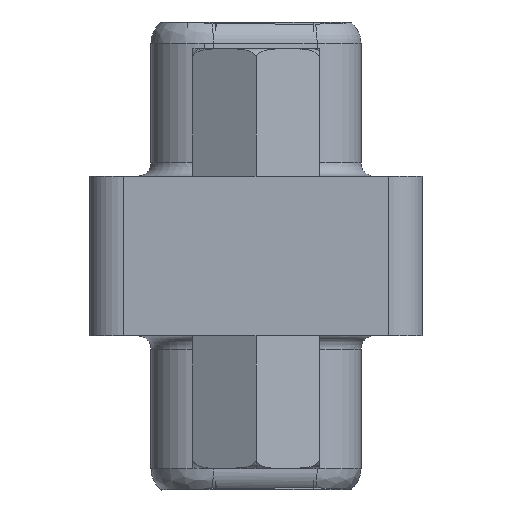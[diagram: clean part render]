
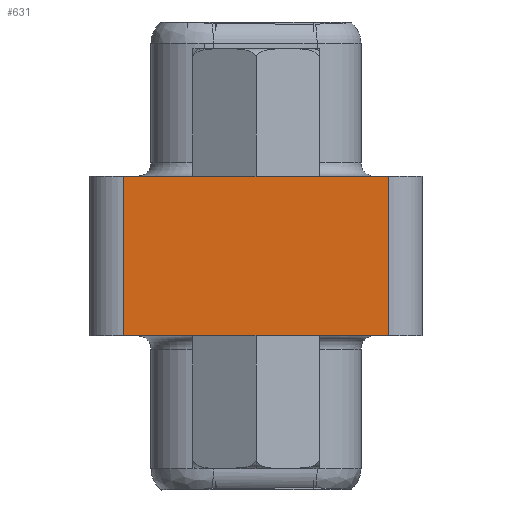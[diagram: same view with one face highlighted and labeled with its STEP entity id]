
A CAD part, left-side view. The second image highlights one B-rep face of the part: STEP entity #631.
In plain terms, the highlighted planar face has unit normal (-1, 0, 0).
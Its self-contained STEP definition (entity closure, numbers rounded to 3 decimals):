
#611=AXIS2_PLACEMENT_3D('Plane Axis2P3D',#608,#609,#610) ;
#236=CARTESIAN_POINT('Vertex',(0.,1.3,5.8)) ;
#239=CARTESIAN_POINT('Line Origine',(0.,6.275,5.8)) ;
#243=CARTESIAN_POINT('Vertex',(0.,11.25,5.8)) ;
#593=CARTESIAN_POINT('Vertex',(0.,1.3,11.8)) ;
#596=CARTESIAN_POINT('Line Origine',(0.,1.3,6.272)) ;
#608=CARTESIAN_POINT('Axis2P3D Location',(0.,6.275,6.)) ;
#613=CARTESIAN_POINT('Line Origine',(0.,6.275,11.8)) ;
#617=CARTESIAN_POINT('Vertex',(0.,11.25,11.8)) ;
#620=CARTESIAN_POINT('Line Origine',(0.,11.25,8.8)) ;
#240=DIRECTION('Vector Direction',(0.,-1.,0.)) ;
#597=DIRECTION('Vector Direction',(0.,0.,-1.)) ;
#609=DIRECTION('Axis2P3D Direction',(1.,0.,0.)) ;
#610=DIRECTION('Axis2P3D XDirection',(0.,1.,0.)) ;
#614=DIRECTION('Vector Direction',(0.,-1.,0.)) ;
#621=DIRECTION('Vector Direction',(0.,0.,1.)) ;
#241=VECTOR('Line Direction',#240,1.) ;
#598=VECTOR('Line Direction',#597,1.) ;
#615=VECTOR('Line Direction',#614,1.) ;
#622=VECTOR('Line Direction',#621,1.) ;
#626=ORIENTED_EDGE('',*,*,#245,.T.) ;
#627=ORIENTED_EDGE('',*,*,#600,.T.) ;
#628=ORIENTED_EDGE('',*,*,#619,.F.) ;
#629=ORIENTED_EDGE('',*,*,#624,.F.) ;
#631=ADVANCED_FACE('Hauptk\X2\00F6\X0\rper',(#630),#612,.F.) ;
#245=EDGE_CURVE('',#244,#237,#242,.T.) ;
#600=EDGE_CURVE('',#237,#594,#599,.F.) ;
#619=EDGE_CURVE('',#618,#594,#616,.T.) ;
#624=EDGE_CURVE('',#244,#618,#623,.T.) ;
#625=EDGE_LOOP('',(#626,#627,#628,#629)) ;
#630=FACE_OUTER_BOUND('',#625,.T.) ;
#242=LINE('Line',#239,#241) ;
#599=LINE('Line',#596,#598) ;
#616=LINE('Line',#613,#615) ;
#623=LINE('Line',#620,#622) ;
#612=PLANE('',#611) ;
#237=VERTEX_POINT('',#236) ;
#244=VERTEX_POINT('',#243) ;
#594=VERTEX_POINT('',#593) ;
#618=VERTEX_POINT('',#617) ;
